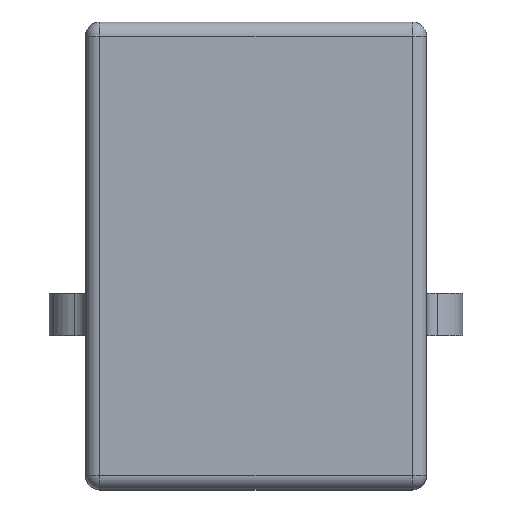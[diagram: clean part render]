
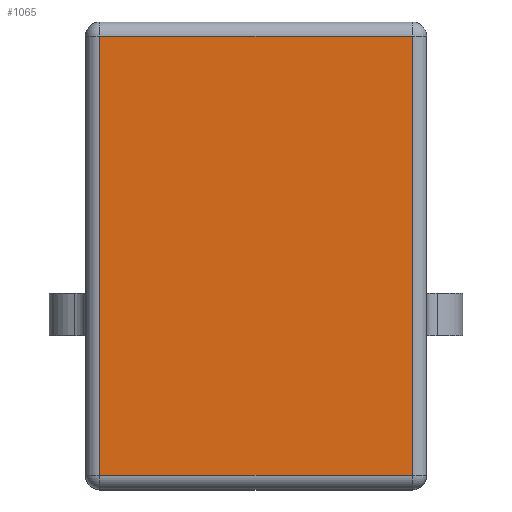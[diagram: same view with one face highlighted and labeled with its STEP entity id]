
A CAD part, top view. The second image highlights one B-rep face of the part: STEP entity #1065.
In plain terms, the highlighted planar face has unit normal (0, 0, 1).
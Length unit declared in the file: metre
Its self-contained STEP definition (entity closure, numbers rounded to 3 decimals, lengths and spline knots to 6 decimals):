
#104=LINE('',#1800,#204);
#105=LINE('',#1803,#205);
#106=LINE('',#1805,#206);
#107=LINE('',#1807,#207);
#204=VECTOR('',#1431,1.);
#205=VECTOR('',#1432,1.);
#206=VECTOR('',#1433,1.);
#207=VECTOR('',#1434,1.);
#310=ORIENTED_EDGE('',*,*,#604,.T.);
#311=ORIENTED_EDGE('',*,*,#605,.T.);
#312=ORIENTED_EDGE('',*,*,#606,.T.);
#313=ORIENTED_EDGE('',*,*,#607,.T.);
#604=EDGE_CURVE('',#750,#751,#104,.F.);
#605=EDGE_CURVE('',#751,#752,#105,.T.);
#606=EDGE_CURVE('',#752,#753,#106,.T.);
#607=EDGE_CURVE('',#753,#750,#107,.F.);
#750=VERTEX_POINT('',#1801);
#751=VERTEX_POINT('',#1802);
#752=VERTEX_POINT('',#1804);
#753=VERTEX_POINT('',#1806);
#858=EDGE_LOOP('',(#310,#311,#312,#313));
#944=FACE_BOUND('',#858,.T.);
#1025=PLANE('',#1262);
#1065=ADVANCED_FACE('',(#944),#1025,.T.);
#1262=AXIS2_PLACEMENT_3D('',#1799,#1429,#1430);
#1429=DIRECTION('',(0.,0.,1.));
#1430=DIRECTION('',(1.,0.,0.));
#1431=DIRECTION('',(0.,1.,0.));
#1432=DIRECTION('',(1.,0.,0.));
#1433=DIRECTION('',(0.,1.,0.));
#1434=DIRECTION('',(1.,0.,0.));
#1799=CARTESIAN_POINT('',(0.00125,0.00676,0.0109));
#1800=CARTESIAN_POINT('',(-0.00427,0.00676,0.0109));
#1801=CARTESIAN_POINT('',(-0.00427,0.01451,0.0109));
#1802=CARTESIAN_POINT('',(-0.00427,-0.00099,0.0109));
#1803=CARTESIAN_POINT('',(0.00727,-0.00099,0.0109));
#1804=CARTESIAN_POINT('',(0.00677,-0.00099,0.0109));
#1805=CARTESIAN_POINT('',(0.00677,0.01501,0.0109));
#1806=CARTESIAN_POINT('',(0.00677,0.01451,0.0109));
#1807=CARTESIAN_POINT('',(0.00125,0.01451,0.0109));
